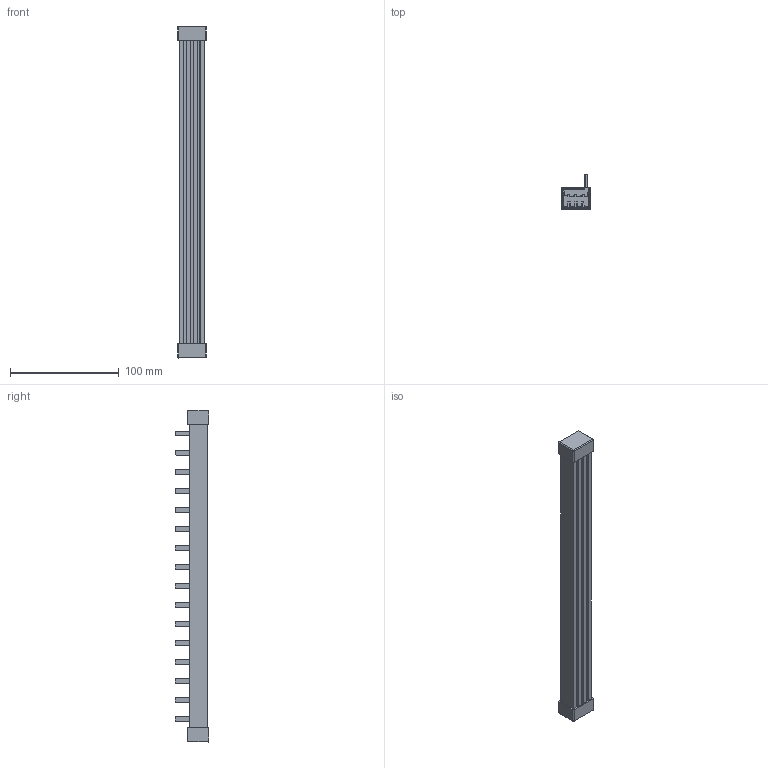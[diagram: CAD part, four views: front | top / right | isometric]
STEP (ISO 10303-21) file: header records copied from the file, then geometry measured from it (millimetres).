
FILE_DESCRIPTION (( 'STEP AP203' ), '1' );
FILE_NAME ('Fourfaze Müþterek W Otomat Barasý - 4 Modül.STEP', '2020-08-20T05:04:39', ( '' ), ( '' ), 'SwSTEP 2.0', 'SolidWorks 2011', '' );
FILE_SCHEMA (( 'CONFIG_CONTROL_DESIGN' ));
Length unit declared in the file: millimetre
Products named in the file (1): Fourfaze Müþterek W Otomat Barasý - 4 Modül
Bounding box: 26.4 x 31.2 x 306 mm (x, y, z)
Volume: 74212.3 mm3; surface area: 60289.3 mm2
Topology: 1 solids, 1 shells, 1003 faces, 2985 edges, 1977 vertices
Faces by surface type: plane 875, cylinder 124, bspline 4
Entity records: 33787 total; most frequent: CARTESIAN_POINT 6863, ORIENTED_EDGE 5962, DIRECTION 5048, EDGE_CURVE 2981, LINE 2712, VECTOR 2712, VERTEX_POINT 1977, AXIS2_PLACEMENT_3D 1168
